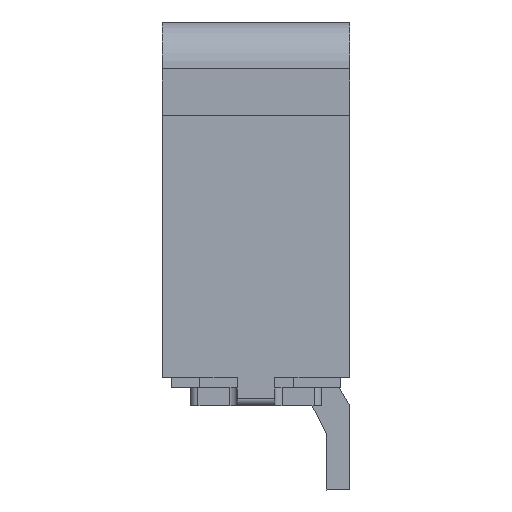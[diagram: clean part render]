
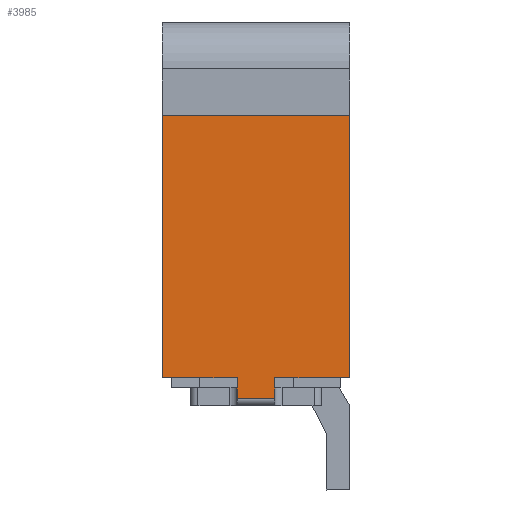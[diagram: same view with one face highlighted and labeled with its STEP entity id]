
A CAD part, left-side view. The second image highlights one B-rep face of the part: STEP entity #3985.
In plain terms, the highlighted face is planar.
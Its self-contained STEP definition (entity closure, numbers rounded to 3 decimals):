
#3985=ADVANCED_FACE('',(#4804),#4805,.F.);
#4804=FACE_OUTER_BOUND('',#5744,.T.);
#4805=PLANE('',#5745);
#5744=EDGE_LOOP('',(#6994,#6995,#6996,#6997,#6998,#6999,#7000,#7001));
#5745=AXIS2_PLACEMENT_3D('',#7002,#7003,#7004);
#6994=ORIENTED_EDGE('',*,*,#9831,.T.);
#6995=ORIENTED_EDGE('',*,*,#9803,.T.);
#6996=ORIENTED_EDGE('',*,*,#9832,.F.);
#6997=ORIENTED_EDGE('',*,*,#9833,.F.);
#6998=ORIENTED_EDGE('',*,*,#9757,.F.);
#6999=ORIENTED_EDGE('',*,*,#9828,.F.);
#7000=ORIENTED_EDGE('',*,*,#9752,.T.);
#7001=ORIENTED_EDGE('',*,*,#9834,.F.);
#7002=CARTESIAN_POINT('',(0.0,0.9,3.1));
#7003=DIRECTION('',(0.,-1.0,0.0));
#7004=DIRECTION('',(1.0,0.,0.0));
#9752=EDGE_CURVE('',#11080,#11084,#11086,.T.);
#9757=EDGE_CURVE('',#11093,#11089,#11095,.T.);
#9803=EDGE_CURVE('',#11159,#11161,#11163,.T.);
#9828=EDGE_CURVE('',#11080,#11093,#11192,.T.);
#9831=EDGE_CURVE('',#11195,#11159,#11196,.T.);
#9832=EDGE_CURVE('',#11197,#11161,#11198,.T.);
#9833=EDGE_CURVE('',#11089,#11197,#11199,.T.);
#9834=EDGE_CURVE('',#11195,#11084,#11200,.T.);
#11080=VERTEX_POINT('',#13004);
#11084=VERTEX_POINT('',#13010);
#11086=LINE('',#13013,#13014);
#11089=VERTEX_POINT('',#13017);
#11093=VERTEX_POINT('',#13023);
#11095=LINE('',#13026,#13027);
#11159=VERTEX_POINT('',#13112);
#11161=VERTEX_POINT('',#13114);
#11163=LINE('',#13116,#13117);
#11192=LINE('',#13163,#13164);
#11195=VERTEX_POINT('',#13168);
#11196=LINE('',#13169,#13170);
#11197=VERTEX_POINT('',#13171);
#11198=LINE('',#13172,#13173);
#11199=LINE('',#13174,#13175);
#11200=LINE('',#13176,#13177);
#13004=CARTESIAN_POINT('',(1.0,0.9,3.1));
#13010=CARTESIAN_POINT('',(1.0,0.9,0.3));
#13013=CARTESIAN_POINT('',(1.0,0.9,3.1));
#13014=VECTOR('',#15596,1.0);
#13017=CARTESIAN_POINT('',(-1.0,0.9,0.3));
#13023=CARTESIAN_POINT('',(-1.0,0.9,3.1));
#13026=CARTESIAN_POINT('',(-1.0,0.9,3.1));
#13027=VECTOR('',#15600,1.0);
#13112=CARTESIAN_POINT('',(0.2,0.9,0.08));
#13114=CARTESIAN_POINT('',(-0.2,0.9,0.08));
#13116=CARTESIAN_POINT('',(0.0,0.9,0.08));
#13117=VECTOR('',#15658,1.0);
#13163=CARTESIAN_POINT('',(0.0,0.9,3.1));
#13164=VECTOR('',#15676,1.0);
#13168=CARTESIAN_POINT('',(0.2,0.9,0.3));
#13169=CARTESIAN_POINT('',(0.2,0.9,0.3));
#13170=VECTOR('',#15678,1.0);
#13171=CARTESIAN_POINT('',(-0.2,0.9,0.3));
#13172=CARTESIAN_POINT('',(-0.2,0.9,0.3));
#13173=VECTOR('',#15679,1.0);
#13174=CARTESIAN_POINT('',(-0.6,0.9,0.3));
#13175=VECTOR('',#15680,1.0);
#13176=CARTESIAN_POINT('',(0.6,0.9,0.3));
#13177=VECTOR('',#15681,1.0);
#15596=DIRECTION('',(0.0,0.0,-1.0));
#15600=DIRECTION('',(0.0,0.0,-1.0));
#15658=DIRECTION('',(-1.0,0.,0.0));
#15676=DIRECTION('',(-1.0,0.,0.0));
#15678=DIRECTION('',(0.0,0.0,-1.0));
#15679=DIRECTION('',(0.0,0.0,-1.0));
#15680=DIRECTION('',(1.0,0.,0.0));
#15681=DIRECTION('',(1.0,0.,0.0));
